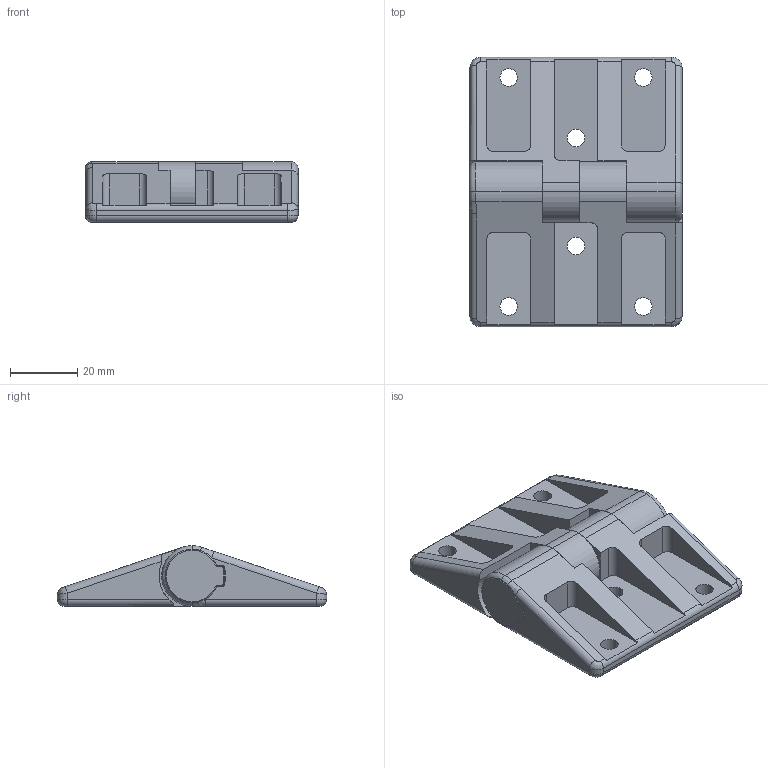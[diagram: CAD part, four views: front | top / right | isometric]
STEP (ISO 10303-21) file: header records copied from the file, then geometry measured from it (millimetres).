
FILE_DESCRIPTION (( 'STEP AP203' ), '1' );
FILE_NAME ('BP-154-B-15K.STEP', '2018-05-30T00:25:58', ( '' ), ( '' ), 'SwSTEP 2.0', 'SolidWorks 2014', '' );
FILE_SCHEMA (( 'CONFIG_CONTROL_DESIGN' ));
Length unit declared in the file: millimetre
Products named in the file (4): BP-154-A,B-15K_軸; BP-154-A,B-15K_本体a; BP-154-B-15K; BP-154-A,B-15K_本体b
Assembly tree (3 placements, depth 2):
  BP-154-B-15K
    BP-154-A,B-15K_本体a
    BP-154-A,B-15K_本体b
    BP-154-A,B-15K_軸
Bounding box: 63 x 80 x 18 mm (x, y, z)
Volume: 45725.9 mm3; surface area: 21286.5 mm2
Topology: 3 solids, 3 shells, 158 faces, 415 edges, 265 vertices
Faces by surface type: cylinder 76, plane 61, cone 8, torus 7, bspline 6
Entity records: 5492 total; most frequent: CARTESIAN_POINT 1090, DIRECTION 876, ORIENTED_EDGE 830, EDGE_CURVE 415, AXIS2_PLACEMENT_3D 327, VERTEX_POINT 265, VECTOR 222, LINE 222
